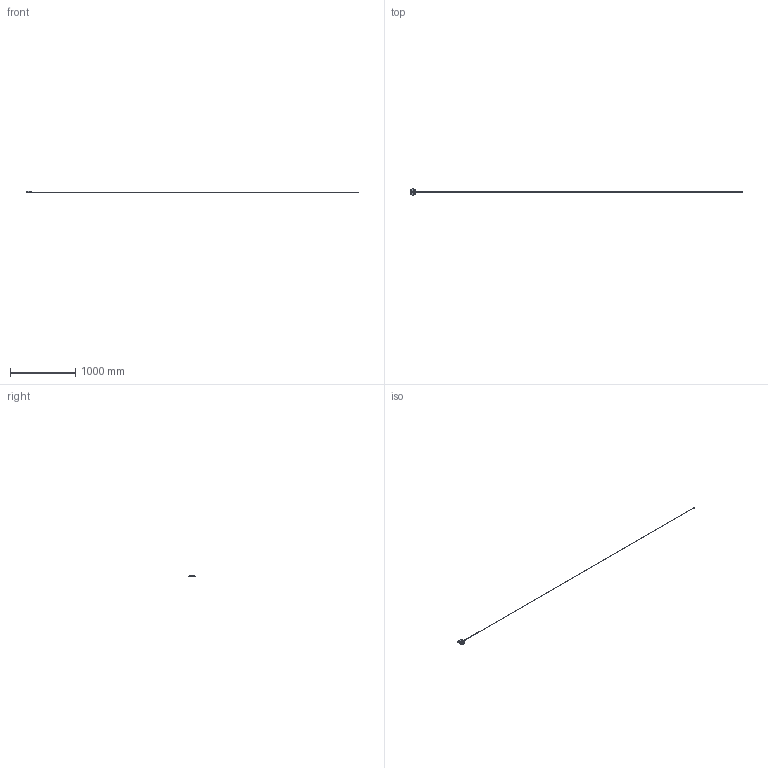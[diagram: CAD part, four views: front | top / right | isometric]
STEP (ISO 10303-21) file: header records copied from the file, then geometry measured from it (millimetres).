
FILE_DESCRIPTION (( 'STEP AP203' ), '1' );
FILE_NAME ('240523_AGA848424-S0-A1_Amotech.STEP', '2024-05-23T05:43:08', ( 'Windows 餌辨濠' ), ( '' ), 'SwSTEP 2.0', 'SolidWorks 2016', '' );
FILE_SCHEMA (( 'CONFIG_CONTROL_DESIGN' ));
Products named in the file (1): 240523_AGA848424-S0-A1_Amotech
Bounding box: 5092.9 x 108.47 x 24.7 mm (x, y, z)
Volume: 169626.6 mm3; surface area: 69346.7 mm2
Topology: 1 solids, 4 shells, 2088 faces, 5452 edges, 3373 vertices
Faces by surface type: cylinder 705, plane 684, bspline 338, cone 176, torus 173, sphere 12
Entity records: 70858 total; most frequent: CARTESIAN_POINT 22408, ORIENTED_EDGE 10832, DIRECTION 9660, EDGE_CURVE 5416, AXIS2_PLACEMENT_3D 3572, VERTEX_POINT 3371, VECTOR 2516, LINE 2516
